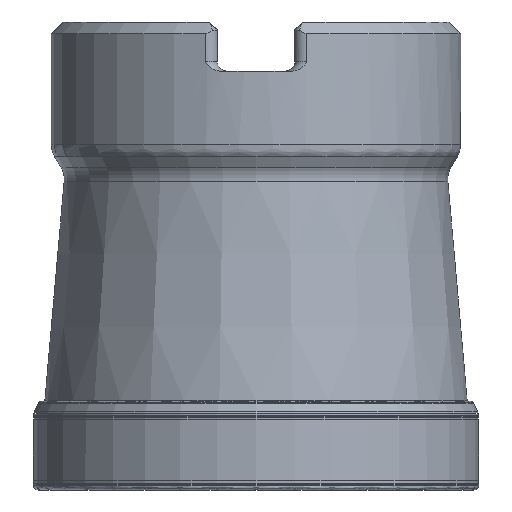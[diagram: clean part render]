
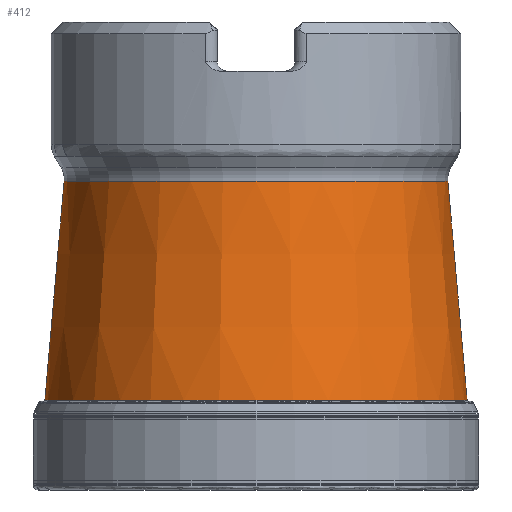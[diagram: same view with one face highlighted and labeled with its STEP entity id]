
A CAD part, front view. The second image highlights one B-rep face of the part: STEP entity #412.
In plain terms, the highlighted conical face has half-angle 5.027 degrees and reference radius 16.345 mm.
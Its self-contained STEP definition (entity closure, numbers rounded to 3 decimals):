
#186=FACE_BOUND('',#589,.T.);
#187=FACE_BOUND('',#590,.T.);
#319=CONICAL_SURFACE('',#1681,16.345,5.027);
#412=ADVANCED_FACE('',(#186,#187),#319,.T.);
#589=EDGE_LOOP('',(#861));
#590=EDGE_LOOP('',(#862));
#861=ORIENTED_EDGE('',*,*,#1381,.T.);
#862=ORIENTED_EDGE('',*,*,#1382,.T.);
#1237=VERTEX_POINT('',#2381);
#1238=VERTEX_POINT('',#2383);
#1381=EDGE_CURVE('',#1237,#1237,#1564,.T.);
#1382=EDGE_CURVE('',#1238,#1238,#1565,.T.);
#1564=CIRCLE('',#1679,18.046);
#1565=CIRCLE('',#1680,16.401);
#1679=AXIS2_PLACEMENT_3D('',#2380,#1891,#1892);
#1680=AXIS2_PLACEMENT_3D('',#2382,#1893,#1894);
#1681=AXIS2_PLACEMENT_3D('',#2384,#1895,#1896);
#1891=DIRECTION('',(0.,0.,1.));
#1892=DIRECTION('',(1.,0.,0.));
#1893=DIRECTION('',(0.,0.,-1.));
#1894=DIRECTION('',(-1.,0.,0.));
#1895=DIRECTION('',(0.,0.,-1.));
#1896=DIRECTION('',(-1.,0.,0.));
#2380=CARTESIAN_POINT('',(0.,0.,-32.337));
#2381=CARTESIAN_POINT('',(18.046,0.,-32.337));
#2382=CARTESIAN_POINT('',(0.,0.,-13.629));
#2383=CARTESIAN_POINT('',(-16.401,0.,-13.629));
#2384=CARTESIAN_POINT('',(0.,0.,-13.));
